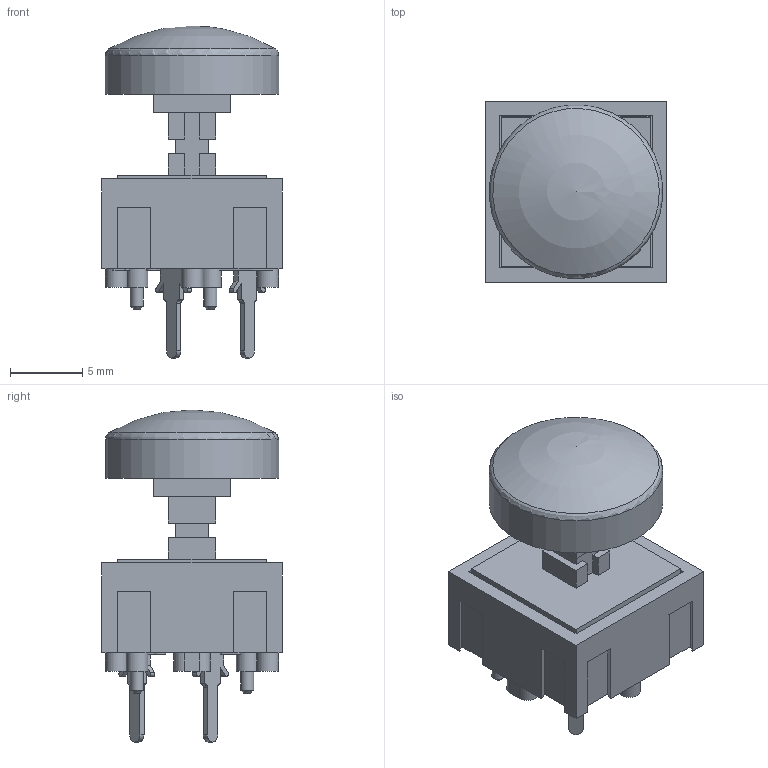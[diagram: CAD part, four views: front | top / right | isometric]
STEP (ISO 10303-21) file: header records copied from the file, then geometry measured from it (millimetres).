
FILE_DESCRIPTION((' '),'2;1');
FILE_NAME('320.03E11.08.stp.step','2017-08-01T14:50:26',(' '),(' '),' ','ACIS',' ');
FILE_SCHEMA(('CONFIG_CONTROL_DESIGN'));
Length unit declared in the file: inch
Products named in the file (3): 320.03E11.08.stp.step; Body1; Body2
Assembly tree (2 placements, depth 2):
  320.03E11.08.stp.step
    Body1
    Body2
Bounding box: 12.45 x 12.45 x 22.93 mm (x, y, z)
Volume: 1013.2 mm3; surface area: 2086.8 mm2
Topology: 2 solids, 4 shells, 386 faces, 1056 edges, 699 vertices
Faces by surface type: plane 300, cylinder 47, bspline 27, sphere 5, torus 5, cone 2
Full cylindrical faces by diameter (mm): 0.9 x2, 1.5 x3, 12 x1
Entity records: 12575 total; most frequent: CARTESIAN_POINT 2537, ORIENTED_EDGE 2088, DIRECTION 1817, EDGE_CURVE 1044, VECTOR 875, LINE 875, VERTEX_POINT 697, AXIS2_PLACEMENT_3D 471
